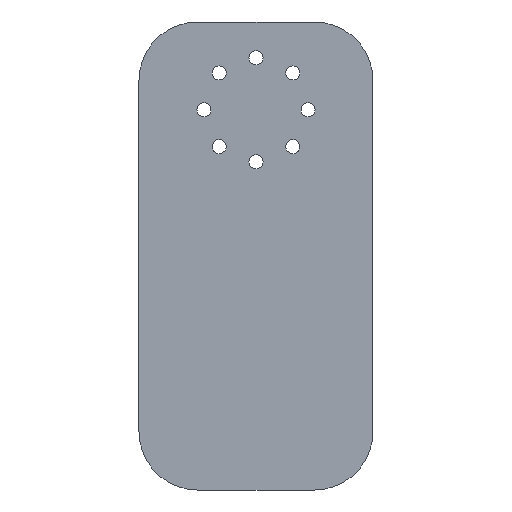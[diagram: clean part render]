
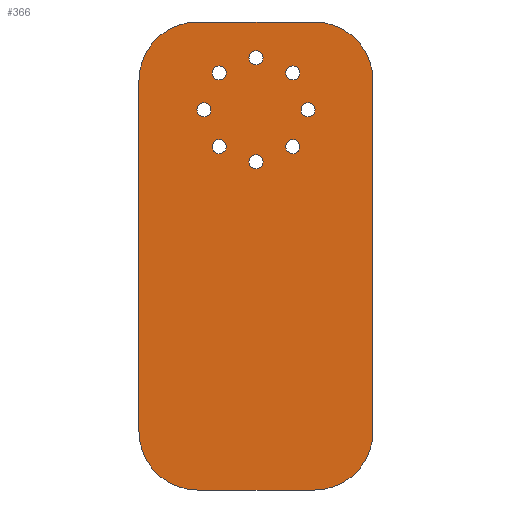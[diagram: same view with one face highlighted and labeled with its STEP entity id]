
A CAD part, left-side view. The second image highlights one B-rep face of the part: STEP entity #366.
In plain terms, the highlighted planar face has unit normal (-1, 0, 0).
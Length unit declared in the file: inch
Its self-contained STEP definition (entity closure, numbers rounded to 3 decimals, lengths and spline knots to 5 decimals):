
#23=FACE_BOUND('',#81,.T.);
#24=FACE_BOUND('',#82,.T.);
#25=FACE_BOUND('',#83,.T.);
#26=FACE_BOUND('',#84,.T.);
#27=FACE_BOUND('',#85,.T.);
#28=FACE_BOUND('',#86,.T.);
#29=FACE_BOUND('',#87,.T.);
#30=FACE_BOUND('',#88,.T.);
#36=PLANE('',#430);
#54=FACE_OUTER_BOUND('',#80,.T.);
#80=EDGE_LOOP('',(#321,#322,#323,#324,#325,#326,#327,#328));
#81=EDGE_LOOP('',(#329));
#82=EDGE_LOOP('',(#330));
#83=EDGE_LOOP('',(#331));
#84=EDGE_LOOP('',(#332));
#85=EDGE_LOOP('',(#333));
#86=EDGE_LOOP('',(#334));
#87=EDGE_LOOP('',(#335));
#88=EDGE_LOOP('',(#336));
#97=LINE('',#593,#121);
#102=LINE('',#607,#126);
#106=LINE('',#619,#130);
#110=LINE('',#631,#134);
#121=VECTOR('',#491,0.3937);
#126=VECTOR('',#504,0.3937);
#130=VECTOR('',#516,0.3937);
#134=VECTOR('',#528,0.3937);
#138=CIRCLE('',#391,0.06);
#140=CIRCLE('',#394,0.06);
#142=CIRCLE('',#397,0.06);
#144=CIRCLE('',#400,0.06);
#146=CIRCLE('',#403,0.06);
#148=CIRCLE('',#406,0.06);
#150=CIRCLE('',#409,0.06);
#152=CIRCLE('',#412,0.06);
#153=CIRCLE('',#415,0.5);
#155=CIRCLE('',#419,0.5);
#157=CIRCLE('',#423,0.5);
#159=CIRCLE('',#427,0.5);
#162=VERTEX_POINT('',#545);
#164=VERTEX_POINT('',#551);
#166=VERTEX_POINT('',#557);
#168=VERTEX_POINT('',#563);
#170=VERTEX_POINT('',#569);
#172=VERTEX_POINT('',#575);
#174=VERTEX_POINT('',#581);
#176=VERTEX_POINT('',#587);
#177=VERTEX_POINT('',#591);
#178=VERTEX_POINT('',#592);
#181=VERTEX_POINT('',#600);
#183=VERTEX_POINT('',#606);
#185=VERTEX_POINT('',#612);
#187=VERTEX_POINT('',#618);
#189=VERTEX_POINT('',#624);
#191=VERTEX_POINT('',#630);
#195=EDGE_CURVE('',#162,#162,#138,.T.);
#198=EDGE_CURVE('',#164,#164,#140,.T.);
#201=EDGE_CURVE('',#166,#166,#142,.T.);
#204=EDGE_CURVE('',#168,#168,#144,.T.);
#207=EDGE_CURVE('',#170,#170,#146,.T.);
#210=EDGE_CURVE('',#172,#172,#148,.T.);
#213=EDGE_CURVE('',#174,#174,#150,.T.);
#216=EDGE_CURVE('',#176,#176,#152,.T.);
#217=EDGE_CURVE('',#177,#178,#97,.T.);
#221=EDGE_CURVE('',#181,#177,#153,.T.);
#224=EDGE_CURVE('',#183,#181,#102,.T.);
#227=EDGE_CURVE('',#185,#183,#155,.T.);
#230=EDGE_CURVE('',#187,#185,#106,.T.);
#233=EDGE_CURVE('',#189,#187,#157,.T.);
#236=EDGE_CURVE('',#191,#189,#110,.T.);
#239=EDGE_CURVE('',#178,#191,#159,.T.);
#321=ORIENTED_EDGE('',*,*,#239,.F.);
#322=ORIENTED_EDGE('',*,*,#217,.F.);
#323=ORIENTED_EDGE('',*,*,#221,.F.);
#324=ORIENTED_EDGE('',*,*,#224,.F.);
#325=ORIENTED_EDGE('',*,*,#227,.F.);
#326=ORIENTED_EDGE('',*,*,#230,.F.);
#327=ORIENTED_EDGE('',*,*,#233,.F.);
#328=ORIENTED_EDGE('',*,*,#236,.F.);
#329=ORIENTED_EDGE('',*,*,#216,.F.);
#330=ORIENTED_EDGE('',*,*,#213,.F.);
#331=ORIENTED_EDGE('',*,*,#210,.F.);
#332=ORIENTED_EDGE('',*,*,#207,.F.);
#333=ORIENTED_EDGE('',*,*,#204,.F.);
#334=ORIENTED_EDGE('',*,*,#201,.F.);
#335=ORIENTED_EDGE('',*,*,#198,.F.);
#336=ORIENTED_EDGE('',*,*,#195,.F.);
#366=ADVANCED_FACE('',(#54,#23,#24,#25,#26,#27,#28,#29,#30),#36,.F.);
#391=AXIS2_PLACEMENT_3D('',#547,#438,#439);
#394=AXIS2_PLACEMENT_3D('',#553,#445,#446);
#397=AXIS2_PLACEMENT_3D('',#559,#452,#453);
#400=AXIS2_PLACEMENT_3D('',#565,#459,#460);
#403=AXIS2_PLACEMENT_3D('',#571,#466,#467);
#406=AXIS2_PLACEMENT_3D('',#577,#473,#474);
#409=AXIS2_PLACEMENT_3D('',#583,#480,#481);
#412=AXIS2_PLACEMENT_3D('',#589,#487,#488);
#415=AXIS2_PLACEMENT_3D('',#601,#497,#498);
#419=AXIS2_PLACEMENT_3D('',#613,#509,#510);
#423=AXIS2_PLACEMENT_3D('',#625,#521,#522);
#427=AXIS2_PLACEMENT_3D('',#636,#533,#534);
#430=AXIS2_PLACEMENT_3D('',#639,#539,#540);
#438=DIRECTION('center_axis',(-1.,0.,0.));
#439=DIRECTION('ref_axis',(0.,-1.,0.));
#445=DIRECTION('center_axis',(-1.,0.,0.));
#446=DIRECTION('ref_axis',(0.,-1.,0.));
#452=DIRECTION('center_axis',(-1.,0.,0.));
#453=DIRECTION('ref_axis',(0.,-1.,0.));
#459=DIRECTION('center_axis',(-1.,0.,0.));
#460=DIRECTION('ref_axis',(0.,-1.,0.));
#466=DIRECTION('center_axis',(-1.,0.,0.));
#467=DIRECTION('ref_axis',(0.,-1.,0.));
#473=DIRECTION('center_axis',(-1.,0.,0.));
#474=DIRECTION('ref_axis',(0.,-1.,0.));
#480=DIRECTION('center_axis',(-1.,0.,0.));
#481=DIRECTION('ref_axis',(0.,-1.,0.));
#487=DIRECTION('center_axis',(-1.,0.,0.));
#488=DIRECTION('ref_axis',(0.,-1.,0.));
#491=DIRECTION('',(0.,-1.,0.));
#497=DIRECTION('center_axis',(1.,0.,0.));
#498=DIRECTION('ref_axis',(0.,1.,0.));
#504=DIRECTION('',(0.,0.,1.));
#509=DIRECTION('center_axis',(1.,0.,0.));
#510=DIRECTION('ref_axis',(0.,0.,-1.));
#516=DIRECTION('',(0.,1.,0.));
#521=DIRECTION('center_axis',(1.,0.,0.));
#522=DIRECTION('ref_axis',(0.,-1.,0.));
#528=DIRECTION('',(0.,0.,-1.));
#533=DIRECTION('center_axis',(1.,0.,0.));
#534=DIRECTION('ref_axis',(0.,0.,1.));
#539=DIRECTION('center_axis',(1.,0.,0.));
#540=DIRECTION('ref_axis',(0.,0.,-1.));
#545=CARTESIAN_POINT('',(0.,1.37466,-0.43534));
#547=CARTESIAN_POINT('Origin',(0.,1.31466,-0.43534));
#551=CARTESIAN_POINT('',(0.,1.505,-0.75));
#553=CARTESIAN_POINT('Origin',(0.,1.445,-0.75));
#557=CARTESIAN_POINT('',(0.,1.37466,-1.06466));
#559=CARTESIAN_POINT('Origin',(0.,1.31466,-1.06466));
#563=CARTESIAN_POINT('',(0.,1.06,-1.195));
#565=CARTESIAN_POINT('Origin',(0.,1.,-1.195));
#569=CARTESIAN_POINT('',(0.,0.74534,-1.06466));
#571=CARTESIAN_POINT('Origin',(0.,0.68534,-1.06466));
#575=CARTESIAN_POINT('',(0.,0.615,-0.75));
#577=CARTESIAN_POINT('Origin',(0.,0.555,-0.75));
#581=CARTESIAN_POINT('',(0.,0.74534,-0.43534));
#583=CARTESIAN_POINT('Origin',(0.,0.68534,-0.43534));
#587=CARTESIAN_POINT('',(0.,1.06,-0.305));
#589=CARTESIAN_POINT('Origin',(0.,1.,-0.305));
#591=CARTESIAN_POINT('',(0.,1.5,0.));
#592=CARTESIAN_POINT('',(0.,0.5,0.));
#593=CARTESIAN_POINT('',(0.,1.5,0.));
#600=CARTESIAN_POINT('',(0.,2.,-0.5));
#601=CARTESIAN_POINT('Origin',(0.,1.5,-0.5));
#606=CARTESIAN_POINT('',(0.,2.,-3.5));
#607=CARTESIAN_POINT('',(0.,2.,-3.5));
#612=CARTESIAN_POINT('',(0.,1.5,-4.));
#613=CARTESIAN_POINT('Origin',(0.,1.5,-3.5));
#618=CARTESIAN_POINT('',(0.,0.5,-4.));
#619=CARTESIAN_POINT('',(0.,0.5,-4.));
#624=CARTESIAN_POINT('',(0.,0.,-3.5));
#625=CARTESIAN_POINT('Origin',(0.,0.5,-3.5));
#630=CARTESIAN_POINT('',(0.,0.,-0.5));
#631=CARTESIAN_POINT('',(0.,0.,-0.5));
#636=CARTESIAN_POINT('Origin',(0.,0.5,-0.5));
#639=CARTESIAN_POINT('Origin',(0.,1.,-2.));
